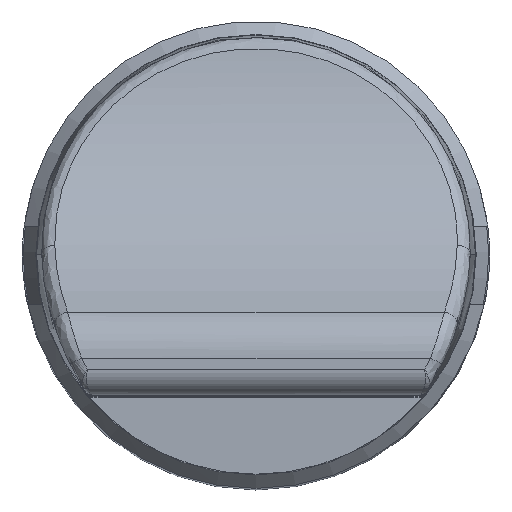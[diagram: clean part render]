
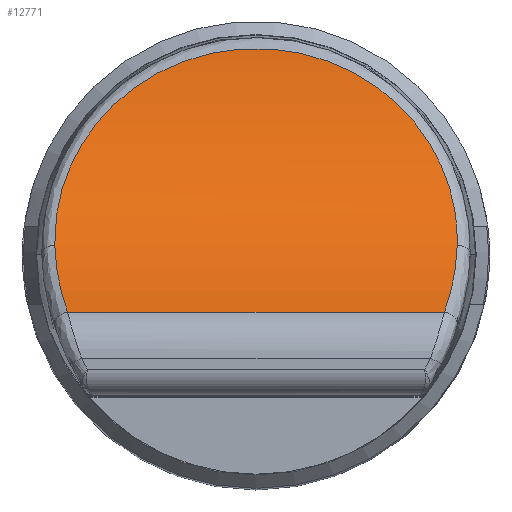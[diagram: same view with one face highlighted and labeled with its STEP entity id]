
A CAD part, top view. The second image highlights one B-rep face of the part: STEP entity #12771.
In plain terms, the highlighted cylindrical face has radius 14 mm (diameter 28 mm), a partial arc.
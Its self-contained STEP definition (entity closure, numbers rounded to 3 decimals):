
#3382=CARTESIAN_POINT('',(7.701,0.348,68.955));
#3383=CARTESIAN_POINT('',(7.695,0.126,69.171));
#3384=CARTESIAN_POINT('',(7.664,-0.323,
69.635));
#3385=CARTESIAN_POINT('',(7.56,-0.991,
70.434));
#3386=CARTESIAN_POINT('',(7.404,-1.638,71.342));
#3387=CARTESIAN_POINT('',(7.276,-2.033,72.003));
#3388=CARTESIAN_POINT('',(7.209,-2.22,72.35));
#3390=DIRECTION('',(1.,0.,0.));
#3391=VECTOR('',#3390,14.418);
#3392=CARTESIAN_POINT('',(-7.209,-2.22,
72.35));
#3393=LINE('',#3392,#3391);
#3394=CARTESIAN_POINT('',(-7.209,-2.22,
72.35));
#3395=CARTESIAN_POINT('',(-7.276,-2.033,
72.003));
#3396=CARTESIAN_POINT('',(-7.404,-1.638,
71.342));
#3397=CARTESIAN_POINT('',(-7.56,-0.991,
70.434));
#3398=CARTESIAN_POINT('',(-7.664,-0.323,
69.635));
#3399=CARTESIAN_POINT('',(-7.695,0.126,
69.171));
#3400=CARTESIAN_POINT('',(-7.701,0.348,
68.955));
#3402=CARTESIAN_POINT('',(-7.701,0.348,
68.955));
#3403=CARTESIAN_POINT('',(-7.707,0.562,
68.747));
#3404=CARTESIAN_POINT('',(-7.698,0.989,
68.359));
#3405=CARTESIAN_POINT('',(-7.627,1.62,67.852));
#3406=CARTESIAN_POINT('',(-7.501,2.237,67.409));
#3407=CARTESIAN_POINT('',(-7.321,2.84,67.023));
#3408=CARTESIAN_POINT('',(-7.088,3.425,66.688));
#3409=CARTESIAN_POINT('',(-6.802,3.993,66.397));
#3410=CARTESIAN_POINT('',(-6.464,4.541,66.147));
#3411=CARTESIAN_POINT('',(-6.071,5.065,65.933));
#3412=CARTESIAN_POINT('',(-5.624,5.563,65.752));
#3413=CARTESIAN_POINT('',(-5.123,6.03,65.602));
#3414=CARTESIAN_POINT('',(-4.569,6.46,65.479));
#3415=CARTESIAN_POINT('',(-3.963,6.845,65.382));
#3416=CARTESIAN_POINT('',(-3.311,7.18,65.307));
#3417=CARTESIAN_POINT('',(-2.619,7.456,65.251));
#3418=CARTESIAN_POINT('',(-1.894,7.669,65.212));
#3419=CARTESIAN_POINT('',(-1.146,7.813,65.188));
#3420=CARTESIAN_POINT('',(-0.384,7.886,
65.176));
#3421=CARTESIAN_POINT('',(0.384,7.886,65.176));
#3422=CARTESIAN_POINT('',(1.146,7.813,65.188));
#3423=CARTESIAN_POINT('',(1.895,7.668,65.212));
#3424=CARTESIAN_POINT('',(2.619,7.456,65.251));
#3425=CARTESIAN_POINT('',(3.312,7.179,65.307));
#3426=CARTESIAN_POINT('',(3.963,6.845,65.382));
#3427=CARTESIAN_POINT('',(4.569,6.46,65.479));
#3428=CARTESIAN_POINT('',(5.123,6.03,65.602));
#3429=CARTESIAN_POINT('',(5.625,5.563,65.752));
#3430=CARTESIAN_POINT('',(6.071,5.065,65.933));
#3431=CARTESIAN_POINT('',(6.464,4.54,66.147));
#3432=CARTESIAN_POINT('',(6.803,3.993,66.397));
#3433=CARTESIAN_POINT('',(7.088,3.425,66.688));
#3434=CARTESIAN_POINT('',(7.321,2.839,67.023));
#3435=CARTESIAN_POINT('',(7.501,2.237,67.409));
#3436=CARTESIAN_POINT('',(7.627,1.619,67.852));
#3437=CARTESIAN_POINT('',(7.698,0.989,68.359));
#3438=CARTESIAN_POINT('',(7.707,0.562,68.748));
#3439=CARTESIAN_POINT('',(7.701,0.348,68.955));
#3453=VERTEX_POINT('',#3382);
#3454=VERTEX_POINT('',#3388);
#3458=VERTEX_POINT('',#3402);
#3460=VERTEX_POINT('',#3394);
#12760=CARTESIAN_POINT('',(10.,10.1,79.));
#12761=DIRECTION('',(-1.,0.,0.));
#12762=DIRECTION('',(0.,1.,0.));
#12763=AXIS2_PLACEMENT_3D('',#12760,#12761,#12762);
#12764=CYLINDRICAL_SURFACE('',#12763,14.);
#12765=ORIENTED_EDGE('',*,*,#12740,.T.);
#12766=ORIENTED_EDGE('',*,*,#4767,.F.);
#12767=ORIENTED_EDGE('',*,*,#4879,.T.);
#12768=ORIENTED_EDGE('',*,*,#5102,.T.);
#12769=EDGE_LOOP('',(#12765,#12766,#12767,#12768));
#12770=FACE_OUTER_BOUND('',#12769,.F.);
#12771=ADVANCED_FACE('',(#12770),#12764,.F.);
#3389=B_SPLINE_CURVE_WITH_KNOTS('',3,(#3382,#3383,#3384,#3385,#3386,#3387,
#3388),.UNSPECIFIED.,.F.,.F.,(4,1,1,1,4),(0.,0.25,0.5,0.75,1.),
.UNSPECIFIED.);
#3401=B_SPLINE_CURVE_WITH_KNOTS('',3,(#3394,#3395,#3396,#3397,#3398,#3399,
#3400),.UNSPECIFIED.,.F.,.F.,(4,1,1,1,4),(0.,0.25,0.5,0.75,1.),
.UNSPECIFIED.);
#3440=B_SPLINE_CURVE_WITH_KNOTS('',3,(#3402,#3403,#3404,#3405,#3406,#3407,#3408,
#3409,#3410,#3411,#3412,#3413,#3414,#3415,#3416,#3417,#3418,#3419,#3420,#3421,
#3422,#3423,#3424,#3425,#3426,#3427,#3428,#3429,#3430,#3431,#3432,#3433,#3434,
#3435,#3436,#3437,#3438,#3439),.UNSPECIFIED.,.F.,.F.,(4,1,1,1,1,1,1,1,1,1,1,1,1,
1,1,1,1,1,1,1,1,1,1,1,1,1,1,1,1,1,1,1,1,1,1,4),(0.,0.029,
0.057,0.086,0.114,0.143,
0.171,0.2,0.229,0.257,0.286,
0.314,0.343,0.371,0.4,0.429,
0.457,0.486,0.514,0.543,
0.571,0.6,0.629,0.657,0.686,
0.714,0.743,0.771,0.8,0.829,
0.857,0.886,0.914,0.943,
0.971,1.),.UNSPECIFIED.);
#4767=EDGE_CURVE('',#3460,#3454,#3393,.T.);
#4879=EDGE_CURVE('',#3460,#3458,#3401,.T.);
#5102=EDGE_CURVE('',#3458,#3453,#3440,.T.);
#12740=EDGE_CURVE('',#3453,#3454,#3389,.T.);
